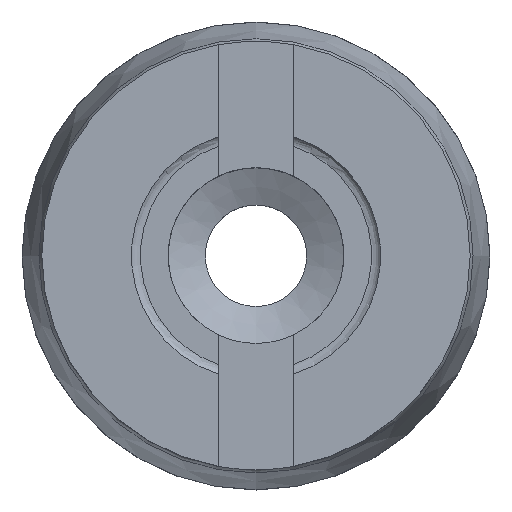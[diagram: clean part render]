
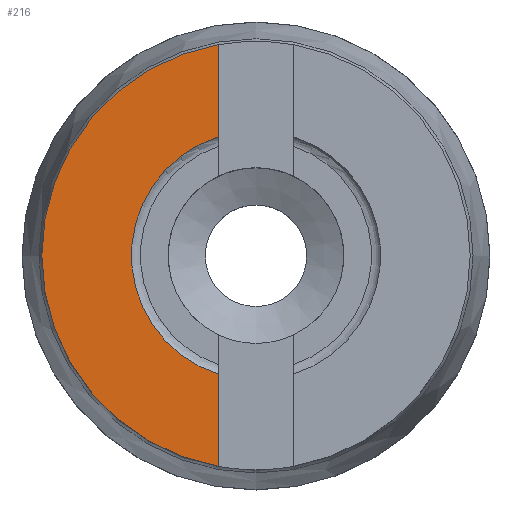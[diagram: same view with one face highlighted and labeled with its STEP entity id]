
A CAD part, top view. The second image highlights one B-rep face of the part: STEP entity #216.
In plain terms, the highlighted planar face has unit normal (0, 0, 1).
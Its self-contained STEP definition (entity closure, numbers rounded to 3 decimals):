
#103=PLANE('',#801);
#117=FACE_OUTER_BOUND('',#336,.T.);
#138=LINE('',#1212,#158);
#139=LINE('',#1213,#159);
#158=VECTOR('',#944,1.);
#159=VECTOR('',#945,1.);
#216=ADVANCED_FACE('',(#117),#103,.F.);
#336=EDGE_LOOP('',(#425,#426,#427,#428));
#425=ORIENTED_EDGE('',*,*,#591,.F.);
#426=ORIENTED_EDGE('',*,*,#592,.T.);
#427=ORIENTED_EDGE('',*,*,#590,.T.);
#428=ORIENTED_EDGE('',*,*,#593,.T.);
#533=VERTEX_POINT('',#1195);
#534=VERTEX_POINT('',#1206);
#535=VERTEX_POINT('',#1210);
#536=VERTEX_POINT('',#1211);
#590=EDGE_CURVE('',#533,#534,#642,.T.);
#591=EDGE_CURVE('',#535,#536,#643,.T.);
#592=EDGE_CURVE('',#535,#533,#138,.T.);
#593=EDGE_CURVE('',#534,#536,#139,.T.);
#642=CIRCLE('',#798,13.5);
#643=CIRCLE('',#800,23.225);
#798=AXIS2_PLACEMENT_3D('',#1207,#938,#939);
#800=AXIS2_PLACEMENT_3D('',#1209,#942,#943);
#801=AXIS2_PLACEMENT_3D('',#1214,#946,#947);
#938=DIRECTION('',(0.,0.,-1.));
#939=DIRECTION('',(0.,-1.,0.));
#942=DIRECTION('',(0.,0.,-1.));
#943=DIRECTION('',(0.,-1.,0.));
#944=DIRECTION('',(0.,1.,0.));
#945=DIRECTION('',(0.,1.,0.));
#946=DIRECTION('',(0.,0.,-1.));
#947=DIRECTION('',(0.,-1.,0.));
#1195=CARTESIAN_POINT('',(-4.075,-12.87,0.));
#1206=CARTESIAN_POINT('',(-4.075,12.87,0.));
#1207=CARTESIAN_POINT('',(0.,0.,0.));
#1209=CARTESIAN_POINT('',(0.,0.,0.));
#1210=CARTESIAN_POINT('',(-4.075,-22.865,0.));
#1211=CARTESIAN_POINT('',(-4.075,22.865,0.));
#1212=CARTESIAN_POINT('',(-4.075,-25.,0.));
#1213=CARTESIAN_POINT('',(-4.075,-25.,0.));
#1214=CARTESIAN_POINT('',(-11.92,-6.338,0.));
